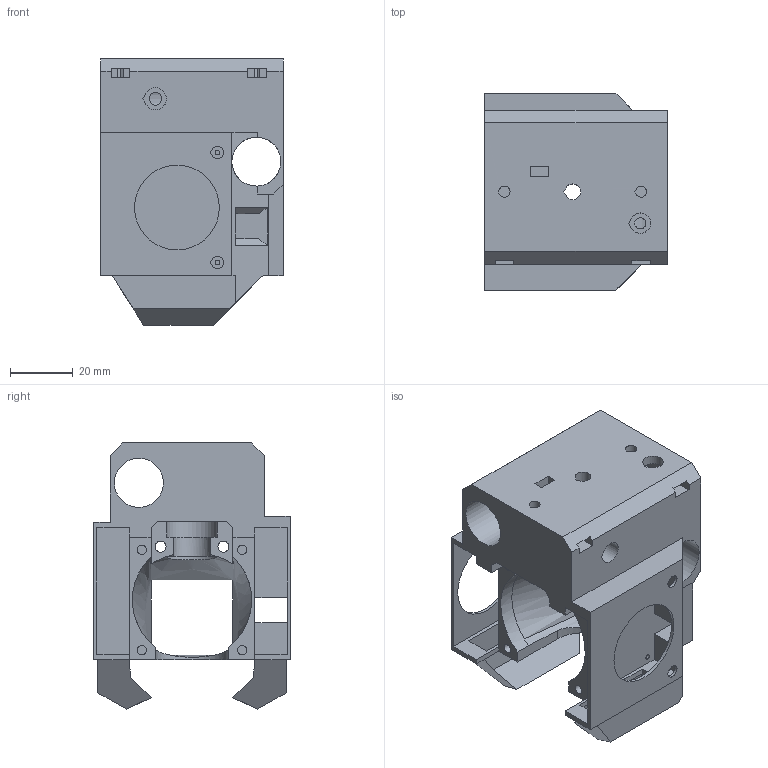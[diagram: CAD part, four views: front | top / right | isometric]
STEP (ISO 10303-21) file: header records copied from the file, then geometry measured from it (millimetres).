
FILE_DESCRIPTION(/* description */ ('STEP AP242','CAx-IF Rec.Pracs.---Representation and Presentation of Product Manufacturing Information (PMI)---4.0---2014-10-13','CAx-IF Rec.Pracs.---3D Tessellated Geometry---0.4---2014-09-14','2;1'),/* implementation_level */ '2;1');
FILE_NAME(/* name */ '681bef1c9417a05d63d38a15',/* time_stamp */ '2025-05-07T23:39:09Z',/* author */ (''),/* organization */ (''),/* preprocessor_version */ 'ST-DEVELOPER v20',/* originating_system */ 'ONSHAPE BY PTC INC, 1.197',/* authorisation */ ' ');
FILE_SCHEMA (('AP242_MANAGED_MODEL_BASED_3D_ENGINEERING_MIM_LF { 1 0 10303 442 1 1 4 }'));
Length unit declared in the file: metre
Products named in the file (1): Toolhead
Bounding box: 58 x 62.5 x 84.72 mm (x, y, z)
Volume: 99434.9 mm3; surface area: 42899.6 mm2
Topology: 1 solids, 1 shells, 214 faces, 602 edges, 396 vertices
Faces by surface type: plane 173, cylinder 35, bspline 6
Full cylindrical faces by diameter (mm): 1.5 x4, 2.9 x4, 3.5 x2, 4 x1, 6.5 x4, 15.6 x2, 27 x2
Entity records: 7218 total; most frequent: CARTESIAN_POINT 1691, ORIENTED_EDGE 1148, DIRECTION 1059, EDGE_CURVE 574, LINE 463, VECTOR 463, VERTEX_POINT 387, AXIS2_PLACEMENT_3D 298
